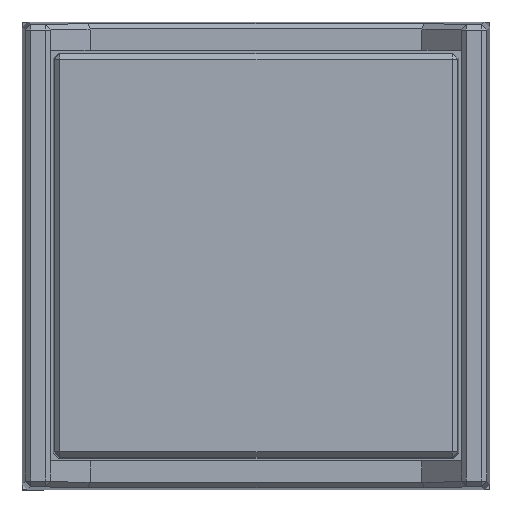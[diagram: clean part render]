
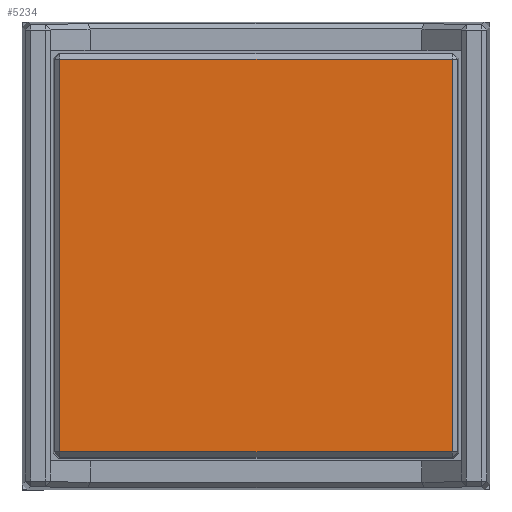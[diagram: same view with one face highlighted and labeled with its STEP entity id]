
A CAD part, top view. The second image highlights one B-rep face of the part: STEP entity #5234.
In plain terms, the highlighted planar face has unit normal (0, 0, 1).
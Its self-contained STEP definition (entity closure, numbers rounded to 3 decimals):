
#17 = ORIENTED_EDGE ( 'NONE', *, *, #416, .F. ) ;
#163 = CARTESIAN_POINT ( 'NONE',  ( 7.517, 0., 9.6 ) ) ;
#416 = EDGE_CURVE ( 'NONE', #2009, #2665, #1766, .T. ) ;
#609 = EDGE_CURVE ( 'NONE', #1890, #3310, #4372, .T. ) ;
#876 = DIRECTION ( 'NONE',  ( -1., 0., 0. ) ) ;
#1040 = EDGE_LOOP ( 'NONE', ( #5888, #4336, #4578, #17 ) ) ;
#1328 = PLANE ( 'NONE',  #2336 ) ;
#1591 = DIRECTION ( 'NONE',  ( -1., 0., 0. ) ) ;
#1766 = LINE ( 'NONE', #3634, #5839 ) ;
#1809 = LINE ( 'NONE', #3681, #2701 ) ;
#1890 = VERTEX_POINT ( 'NONE', #5555 ) ;
#2009 = VERTEX_POINT ( 'NONE', #5212 ) ;
#2037 = DIRECTION ( 'NONE',  ( 0., -1., 0. ) ) ;
#2286 = CARTESIAN_POINT ( 'NONE',  ( -7.517, 7.517, 9.6 ) ) ;
#2336 = AXIS2_PLACEMENT_3D ( 'NONE', #3200, #5077, #876 ) ;
#2476 = EDGE_CURVE ( 'NONE', #3310, #2009, #3921, .T. ) ;
#2665 = VERTEX_POINT ( 'NONE', #2286 ) ;
#2701 = VECTOR ( 'NONE', #5564, 1000. ) ;
#2980 = EDGE_CURVE ( 'NONE', #2665, #1890, #1809, .T. ) ;
#3200 = CARTESIAN_POINT ( 'NONE',  ( 7.517, -7.517, 9.6 ) ) ;
#3310 = VERTEX_POINT ( 'NONE', #5919 ) ;
#3634 = CARTESIAN_POINT ( 'NONE',  ( -7.517, 0., 9.6 ) ) ;
#3681 = CARTESIAN_POINT ( 'NONE',  ( 0., 7.517, 9.6 ) ) ;
#3921 = LINE ( 'NONE', #5797, #5140 ) ;
#4336 = ORIENTED_EDGE ( 'NONE', *, *, #609, .F. ) ;
#4372 = LINE ( 'NONE', #163, #4742 ) ;
#4578 = ORIENTED_EDGE ( 'NONE', *, *, #2980, .F. ) ;
#4742 = VECTOR ( 'NONE', #2037, 1000. ) ;
#5077 = DIRECTION ( 'NONE',  ( 0., 0., -1. ) ) ;
#5140 = VECTOR ( 'NONE', #1591, 1000. ) ;
#5212 = CARTESIAN_POINT ( 'NONE',  ( -7.517, -7.517, 9.6 ) ) ;
#5234 = ADVANCED_FACE ( 'NONE', ( #5537 ), #1328, .F. ) ;
#5513 = DIRECTION ( 'NONE',  ( 0., 1., 0. ) ) ;
#5537 = FACE_OUTER_BOUND ( 'NONE', #1040, .T. ) ;
#5555 = CARTESIAN_POINT ( 'NONE',  ( 7.517, 7.517, 9.6 ) ) ;
#5564 = DIRECTION ( 'NONE',  ( 1., 0., 0. ) ) ;
#5797 = CARTESIAN_POINT ( 'NONE',  ( 0., -7.517, 9.6 ) ) ;
#5839 = VECTOR ( 'NONE', #5513, 1000. ) ;
#5888 = ORIENTED_EDGE ( 'NONE', *, *, #2476, .F. ) ;
#5919 = CARTESIAN_POINT ( 'NONE',  ( 7.517, -7.517, 9.6 ) ) ;
